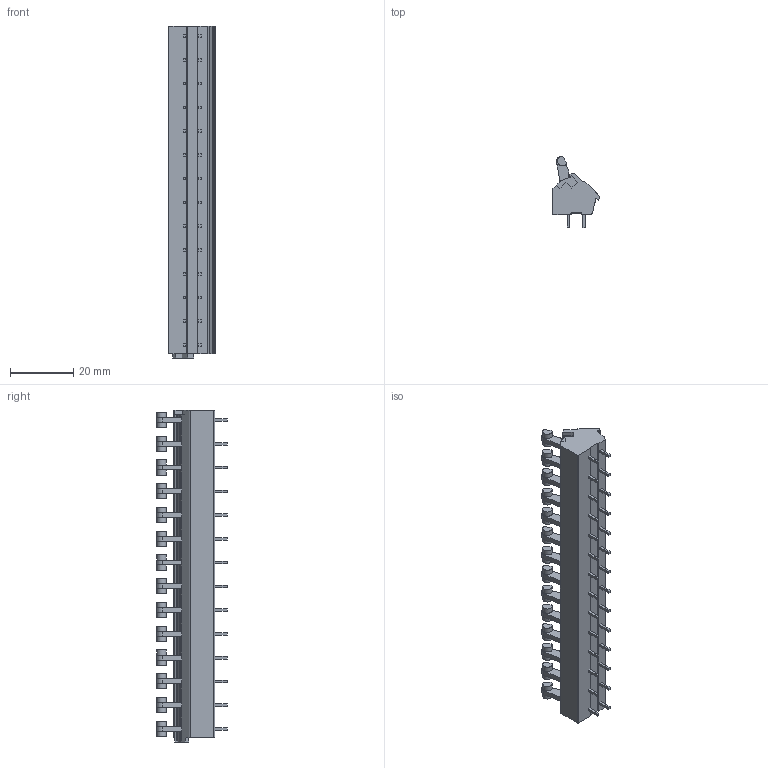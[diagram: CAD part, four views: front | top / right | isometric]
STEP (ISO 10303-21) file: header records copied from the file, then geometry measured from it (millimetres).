
FILE_DESCRIPTION((''),'2;1');
FILE_NAME('123','2024-10-15T10:33:06',('tluser'),(''),'CREO PARAMETRIC BY PTC INC, 2018100','CREO PARAMETRIC BY PTC INC, 2018100','');
FILE_SCHEMA(('CONFIG_CONTROL_DESIGN'));
Length unit declared in the file: millimetre
Products named in the file (1): 123
Bounding box: 15 x 22.27 x 104.8 mm (x, y, z)
Volume: 14270.2 mm3; surface area: 7769.4 mm2
Topology: 1 solids, 1 shells, 1070 faces, 2672 edges, 1646 vertices
Faces by surface type: plane 481, cylinder 449, bspline 70, sphere 28, torus 28, cone 14
Entity records: 40151 total; most frequent: CARTESIAN_POINT 14907, ORIENTED_EDGE 5344, DIRECTION 5150, EDGE_CURVE 2672, AXIS2_PLACEMENT_3D 1730, VECTOR 1690, LINE 1690, VERTEX_POINT 1646
